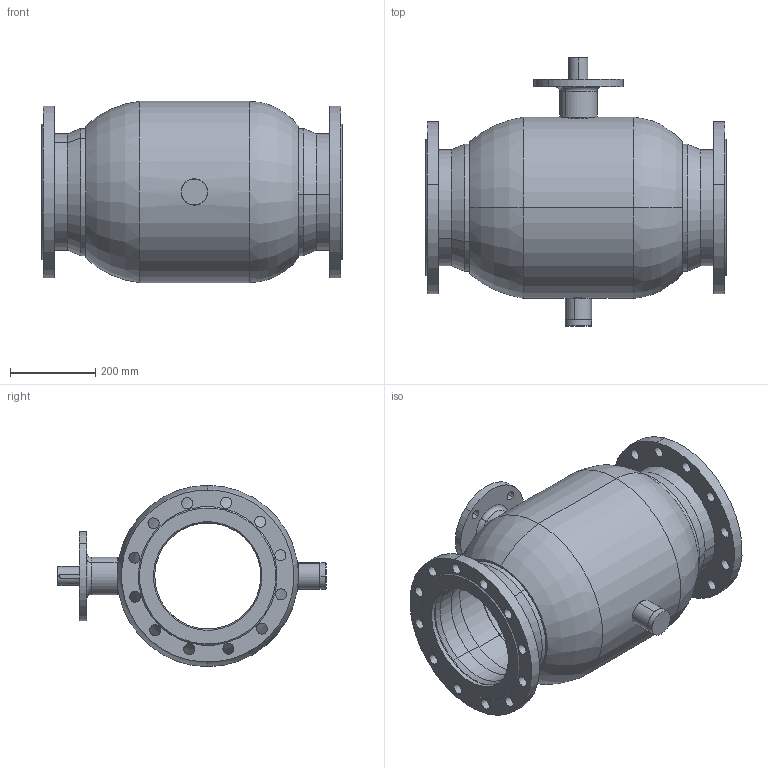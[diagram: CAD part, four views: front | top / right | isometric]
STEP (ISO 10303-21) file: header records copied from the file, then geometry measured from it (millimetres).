
FILE_DESCRIPTION (( 'STEP AP214' ), '1' );
FILE_NAME ('通径DN250法兰球阀-蜗轮盘PN16.STEP', '2026-01-29T08:33:53', ( '' ), ( '' ), 'SwSTEP 2.0', 'SolidWorks 2022', '' );
FILE_SCHEMA (( 'AUTOMOTIVE_DESIGN' ));
Length unit declared in the file: millimetre
Products named in the file (8): Q61F-300-19苤粣杶; 250楊擘1.6; 通径DN250法兰球阀-蜗轮盘PN16; Q61F-300-1概极樓馱; 陔蜊Q61F-300-3概裝 -; Q61F-300-5粣杶; Q61F-300-22狟揤裔; 250籵噤諉
Assembly tree (9 placements, depth 2):
  通径DN250法兰球阀-蜗轮盘PN16
    Q61F-300-1概极樓馱
    Q61F-300-22狟揤裔
    Q61F-300-19苤粣杶
    Q61F-300-5粣杶
    250籵噤諉  x2
    陔蜊Q61F-300-3概裝 -
    250楊擘1.6  x2
Bounding box: 705 x 630 x 426 mm (x, y, z)
Volume: 15513757.7 mm3; surface area: 2710783.5 mm2
Topology: 9 solids, 9 shells, 277 faces, 625 edges, 396 vertices
Faces by surface type: cylinder 165, plane 60, cone 40, torus 12
Entity records: 7451 total; most frequent: CARTESIAN_POINT 1604, DIRECTION 1191, ORIENTED_EDGE 950, AXIS2_PLACEMENT_3D 505, EDGE_CURVE 475, VERTEX_POINT 302, EDGE_LOOP 287, CIRCLE 279
